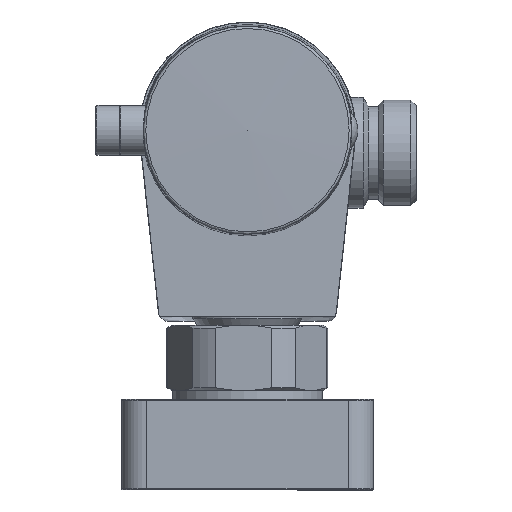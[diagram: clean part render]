
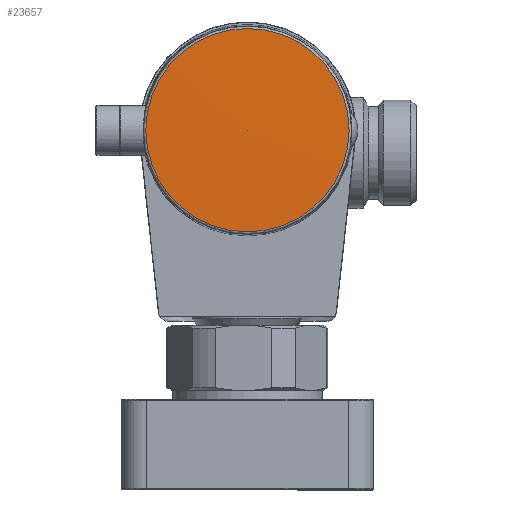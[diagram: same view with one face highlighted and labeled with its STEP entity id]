
A CAD part, left-side view. The second image highlights one B-rep face of the part: STEP entity #23657.
In plain terms, the highlighted spherical face has radius 666.89 mm.
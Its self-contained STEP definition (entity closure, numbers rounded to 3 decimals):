
#7557=ORIENTED_EDGE('',*,*,#10301,.T.);
#10301=EDGE_CURVE('',#11888,#11888,#12866,.F.);
#11888=VERTEX_POINT('',#40972);
#12866=CIRCLE('',#25624,20.205);
#14097=EDGE_LOOP('',(#7557));
#15442=FACE_BOUND('',#14097,.T.);
#15673=SPHERICAL_SURFACE('',#25623,666.89);
#23657=ADVANCED_FACE('',(#15442),#15673,.T.);
#25623=AXIS2_PLACEMENT_3D('',#40970,#30169,#30170);
#25624=AXIS2_PLACEMENT_3D('',#40971,#30171,#30172);
#30169=DIRECTION('',(0.,1.,0.));
#30170=DIRECTION('',(1.,0.,0.));
#30171=DIRECTION('',(0.,-1.,0.));
#30172=DIRECTION('',(0.,0.,-1.));
#40970=CARTESIAN_POINT('',(0.,-630.585,0.));
#40971=CARTESIAN_POINT('',(0.,36.,0.));
#40972=CARTESIAN_POINT('',(0.,36.,-20.205));
